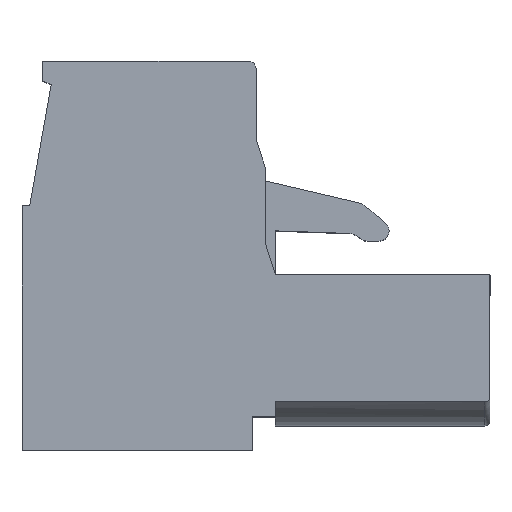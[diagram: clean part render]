
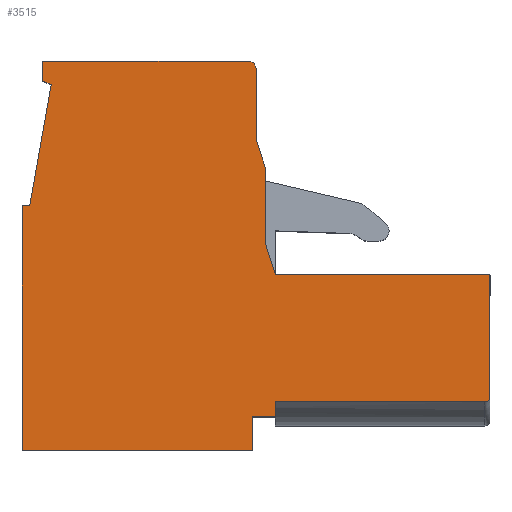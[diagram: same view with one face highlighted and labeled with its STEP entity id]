
A CAD part, top view. The second image highlights one B-rep face of the part: STEP entity #3515.
In plain terms, the highlighted planar face has unit normal (0, 0, 1).
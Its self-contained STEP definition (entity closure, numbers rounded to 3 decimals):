
#40 = DIRECTION ( 'NONE',  ( 0.9, -0.436, 0. ) ) ;
#298 = VERTEX_POINT ( 'NONE', #4271 ) ;
#332 = EDGE_CURVE ( 'NONE', #10266, #1565, #9723, .T. ) ;
#463 = DIRECTION ( 'NONE',  ( -1., 0., 0. ) ) ;
#464 = VECTOR ( 'NONE', #637, 1000. ) ;
#637 = DIRECTION ( 'NONE',  ( -1., 0., 0. ) ) ;
#648 = CARTESIAN_POINT ( 'NONE',  ( -1.55, 1.525, 11.125 ) ) ;
#657 = CARTESIAN_POINT ( 'NONE',  ( -0.42, 15.665, 11.125 ) ) ;
#660 = LINE ( 'NONE', #7829, #5843 ) ;
#679 = VERTEX_POINT ( 'NONE', #7854 ) ;
#736 = CARTESIAN_POINT ( 'NONE',  ( -1.55, 10.975, 11.125 ) ) ;
#749 = VERTEX_POINT ( 'NONE', #6180 ) ;
#783 = AXIS2_PLACEMENT_3D ( 'NONE', #5081, #6645, #6787 ) ;
#790 = VERTEX_POINT ( 'NONE', #736 ) ;
#910 = VERTEX_POINT ( 'NONE', #9817 ) ;
#948 = DIRECTION ( 'NONE',  ( 0., 0., -1. ) ) ;
#1088 = CARTESIAN_POINT ( 'NONE',  ( -0.75, 16.575, 11.125 ) ) ;
#1132 = VECTOR ( 'NONE', #6842, 1000. ) ;
#1170 = VECTOR ( 'NONE', #4456, 1000. ) ;
#1188 = ORIENTED_EDGE ( 'NONE', *, *, #3698, .T. ) ;
#1262 = CARTESIAN_POINT ( 'NONE',  ( 16.55, 3.595, 11.125 ) ) ;
#1404 = LINE ( 'NONE', #8459, #9596 ) ;
#1550 = LINE ( 'NONE', #8595, #6003 ) ;
#1565 = VERTEX_POINT ( 'NONE', #3640 ) ;
#1568 = LINE ( 'NONE', #7103, #3056 ) ;
#1574 = CARTESIAN_POINT ( 'NONE',  ( 16.35, 3.595, 11.125 ) ) ;
#1733 = CARTESIAN_POINT ( 'NONE',  ( 7.2, 16.275, 11.125 ) ) ;
#1793 = EDGE_CURVE ( 'NONE', #679, #8640, #3043, .T. ) ;
#1814 = DIRECTION ( 'NONE',  ( -0.303, 0.953, 0. ) ) ;
#1858 = VECTOR ( 'NONE', #3395, 1000. ) ;
#1919 = EDGE_CURVE ( 'NONE', #8640, #10266, #8843, .T. ) ;
#2011 = CARTESIAN_POINT ( 'NONE',  ( 8.25, 3.395, 11.125 ) ) ;
#2172 = CARTESIAN_POINT ( 'NONE',  ( 7.2, 16.575, 11.125 ) ) ;
#2262 = DIRECTION ( 'NONE',  ( -0.303, 0.953, 0. ) ) ;
#2417 = CARTESIAN_POINT ( 'NONE',  ( 7.35, 2.825, 11.125 ) ) ;
#2509 = CARTESIAN_POINT ( 'NONE',  ( 7.5, 16.275, 11.125 ) ) ;
#2515 = EDGE_CURVE ( 'NONE', #7404, #790, #1404, .T. ) ;
#2609 = CARTESIAN_POINT ( 'NONE',  ( 7.35, 2.825, 11.125 ) ) ;
#2624 = FACE_OUTER_BOUND ( 'NONE', #4643, .T. ) ;
#2814 = ORIENTED_EDGE ( 'NONE', *, *, #1793, .T. ) ;
#2901 = DIRECTION ( 'NONE',  ( 0., -1., 0. ) ) ;
#3043 = LINE ( 'NONE', #6226, #7932 ) ;
#3056 = VECTOR ( 'NONE', #9385, 1000. ) ;
#3057 = CARTESIAN_POINT ( 'NONE',  ( -1.55, 1.525, 11.125 ) ) ;
#3109 = ORIENTED_EDGE ( 'NONE', *, *, #7721, .T. ) ;
#3147 = DIRECTION ( 'NONE',  ( 1., 0., 0. ) ) ;
#3223 = ORIENTED_EDGE ( 'NONE', *, *, #2515, .T. ) ;
#3395 = DIRECTION ( 'NONE',  ( 0., 1., 0. ) ) ;
#3436 = EDGE_CURVE ( 'NONE', #7755, #3646, #5450, .T. ) ;
#3447 = LINE ( 'NONE', #3499, #1858 ) ;
#3463 = PLANE ( 'NONE',  #783 ) ;
#3499 = CARTESIAN_POINT ( 'NONE',  ( 7.5, 13.575, 11.125 ) ) ;
#3515 = ADVANCED_FACE ( 'NONE', ( #2624 ), #3463, .T. ) ;
#3580 = VERTEX_POINT ( 'NONE', #7483 ) ;
#3587 = AXIS2_PLACEMENT_3D ( 'NONE', #1733, #9040, #4086 ) ;
#3640 = CARTESIAN_POINT ( 'NONE',  ( 7.5, 13.575, 11.125 ) ) ;
#3645 = CARTESIAN_POINT ( 'NONE',  ( 7.2, 16.575, 11.125 ) ) ;
#3646 = VERTEX_POINT ( 'NONE', #10010 ) ;
#3671 = LINE ( 'NONE', #8414, #1132 ) ;
#3698 = EDGE_CURVE ( 'NONE', #298, #7404, #10062, .T. ) ;
#3701 = LINE ( 'NONE', #1088, #8429 ) ;
#3895 = VERTEX_POINT ( 'NONE', #3645 ) ;
#4086 = DIRECTION ( 'NONE',  ( 0., 1., 0. ) ) ;
#4094 = DIRECTION ( 'NONE',  ( 1., 0., 0. ) ) ;
#4200 = EDGE_CURVE ( 'NONE', #3895, #749, #9315, .T. ) ;
#4271 = CARTESIAN_POINT ( 'NONE',  ( -0.42, 15.665, 11.125 ) ) ;
#4456 = DIRECTION ( 'NONE',  ( 0., 1., 0. ) ) ;
#4469 = EDGE_CURVE ( 'NONE', #910, #5895, #3671, .T. ) ;
#4600 = DIRECTION ( 'NONE',  ( -0.174, -0.985, 0. ) ) ;
#4643 = EDGE_LOOP ( 'NONE', ( #6908, #9599, #8506, #3109, #5121, #5249, #10091, #7435, #8990, #2814, #5479, #5271, #6967, #5160, #8191, #8808, #10206, #1188, #3223 ) ) ;
#4655 = EDGE_CURVE ( 'NONE', #10081, #298, #4917, .T. ) ;
#4885 = VERTEX_POINT ( 'NONE', #3057 ) ;
#4891 = EDGE_CURVE ( 'NONE', #4885, #6089, #6974, .T. ) ;
#4917 = LINE ( 'NONE', #5858, #7149 ) ;
#4941 = CARTESIAN_POINT ( 'NONE',  ( 7.85, 9.575, 11.125 ) ) ;
#5051 = EDGE_CURVE ( 'NONE', #3580, #679, #8391, .T. ) ;
#5081 = CARTESIAN_POINT ( 'NONE',  ( 19.07, -11.825, 11.125 ) ) ;
#5121 = ORIENTED_EDGE ( 'NONE', *, *, #4469, .T. ) ;
#5125 = CARTESIAN_POINT ( 'NONE',  ( -0.75, 15.825, 11.125 ) ) ;
#5160 = ORIENTED_EDGE ( 'NONE', *, *, #9942, .F. ) ;
#5249 = ORIENTED_EDGE ( 'NONE', *, *, #6282, .T. ) ;
#5271 = ORIENTED_EDGE ( 'NONE', *, *, #332, .T. ) ;
#5406 = VERTEX_POINT ( 'NONE', #2609 ) ;
#5450 = CIRCLE ( 'NONE', #7303, 0.2 ) ;
#5475 = DIRECTION ( 'NONE',  ( 1., 0., 0. ) ) ;
#5479 = ORIENTED_EDGE ( 'NONE', *, *, #1919, .T. ) ;
#5480 = CARTESIAN_POINT ( 'NONE',  ( 7.85, 9.575, 11.125 ) ) ;
#5722 = DIRECTION ( 'NONE',  ( 0., 1., 0. ) ) ;
#5778 = VECTOR ( 'NONE', #5722, 1000. ) ;
#5784 = CARTESIAN_POINT ( 'NONE',  ( 7.85, 12.475, 11.125 ) ) ;
#5817 = VECTOR ( 'NONE', #9416, 1000. ) ;
#5843 = VECTOR ( 'NONE', #5475, 1000. ) ;
#5858 = CARTESIAN_POINT ( 'NONE',  ( -0.75, 15.825, 11.125 ) ) ;
#5895 = VERTEX_POINT ( 'NONE', #2011 ) ;
#6003 = VECTOR ( 'NONE', #8502, 1000. ) ;
#6037 = VECTOR ( 'NONE', #3147, 1000. ) ;
#6089 = VERTEX_POINT ( 'NONE', #8057 ) ;
#6180 = CARTESIAN_POINT ( 'NONE',  ( -0.75, 16.575, 11.125 ) ) ;
#6226 = CARTESIAN_POINT ( 'NONE',  ( 8.25, 8.315, 11.125 ) ) ;
#6250 = EDGE_CURVE ( 'NONE', #7755, #3580, #6840, .T. ) ;
#6279 = CARTESIAN_POINT ( 'NONE',  ( 16.55, 3.595, 11.125 ) ) ;
#6282 = EDGE_CURVE ( 'NONE', #5895, #3646, #660, .T. ) ;
#6467 = VECTOR ( 'NONE', #9933, 1000. ) ;
#6645 = DIRECTION ( 'NONE',  ( 0., 0., 1. ) ) ;
#6673 = EDGE_CURVE ( 'NONE', #6089, #5406, #1550, .T. ) ;
#6766 = CARTESIAN_POINT ( 'NONE',  ( 16.55, 8.315, 11.125 ) ) ;
#6787 = DIRECTION ( 'NONE',  ( -1., 0., 0. ) ) ;
#6840 = LINE ( 'NONE', #1262, #1170 ) ;
#6842 = DIRECTION ( 'NONE',  ( 0., 1., 0. ) ) ;
#6908 = ORIENTED_EDGE ( 'NONE', *, *, #9834, .T. ) ;
#6909 = EDGE_CURVE ( 'NONE', #1565, #7183, #3447, .T. ) ;
#6967 = ORIENTED_EDGE ( 'NONE', *, *, #6909, .T. ) ;
#6974 = LINE ( 'NONE', #648, #5817 ) ;
#7073 = CIRCLE ( 'NONE', #3587, 0.3 ) ;
#7103 = CARTESIAN_POINT ( 'NONE',  ( -1.55, 10.975, 11.125 ) ) ;
#7149 = VECTOR ( 'NONE', #40, 1000. ) ;
#7183 = VERTEX_POINT ( 'NONE', #2509 ) ;
#7303 = AXIS2_PLACEMENT_3D ( 'NONE', #1574, #948, #4094 ) ;
#7404 = VERTEX_POINT ( 'NONE', #9620 ) ;
#7435 = ORIENTED_EDGE ( 'NONE', *, *, #6250, .T. ) ;
#7483 = CARTESIAN_POINT ( 'NONE',  ( 16.55, 8.315, 11.125 ) ) ;
#7634 = VECTOR ( 'NONE', #4600, 1000. ) ;
#7721 = EDGE_CURVE ( 'NONE', #5406, #910, #8683, .T. ) ;
#7755 = VERTEX_POINT ( 'NONE', #6279 ) ;
#7829 = CARTESIAN_POINT ( 'NONE',  ( 8.25, 3.395, 11.125 ) ) ;
#7854 = CARTESIAN_POINT ( 'NONE',  ( 8.25, 8.315, 11.125 ) ) ;
#7932 = VECTOR ( 'NONE', #2262, 1000. ) ;
#8057 = CARTESIAN_POINT ( 'NONE',  ( 7.35, 1.525, 11.125 ) ) ;
#8191 = ORIENTED_EDGE ( 'NONE', *, *, #4200, .T. ) ;
#8224 = VECTOR ( 'NONE', #1814, 1000. ) ;
#8391 = LINE ( 'NONE', #6766, #6467 ) ;
#8414 = CARTESIAN_POINT ( 'NONE',  ( 8.25, 2.825, 11.125 ) ) ;
#8429 = VECTOR ( 'NONE', #2901, 1000. ) ;
#8459 = CARTESIAN_POINT ( 'NONE',  ( -1.25, 10.975, 11.125 ) ) ;
#8502 = DIRECTION ( 'NONE',  ( 0., 1., 0. ) ) ;
#8506 = ORIENTED_EDGE ( 'NONE', *, *, #6673, .T. ) ;
#8595 = CARTESIAN_POINT ( 'NONE',  ( 7.35, 1.525, 11.125 ) ) ;
#8640 = VERTEX_POINT ( 'NONE', #5480 ) ;
#8683 = LINE ( 'NONE', #2417, #6037 ) ;
#8808 = ORIENTED_EDGE ( 'NONE', *, *, #9245, .T. ) ;
#8843 = LINE ( 'NONE', #4941, #5778 ) ;
#8990 = ORIENTED_EDGE ( 'NONE', *, *, #5051, .T. ) ;
#9040 = DIRECTION ( 'NONE',  ( 0., 0., -1. ) ) ;
#9245 = EDGE_CURVE ( 'NONE', #749, #10081, #3701, .T. ) ;
#9315 = LINE ( 'NONE', #2172, #464 ) ;
#9385 = DIRECTION ( 'NONE',  ( 0., -1., 0. ) ) ;
#9416 = DIRECTION ( 'NONE',  ( 1., 0., 0. ) ) ;
#9577 = CARTESIAN_POINT ( 'NONE',  ( 7.85, 12.475, 11.125 ) ) ;
#9596 = VECTOR ( 'NONE', #463, 1000. ) ;
#9599 = ORIENTED_EDGE ( 'NONE', *, *, #4891, .T. ) ;
#9620 = CARTESIAN_POINT ( 'NONE',  ( -1.25, 10.975, 11.125 ) ) ;
#9723 = LINE ( 'NONE', #5784, #8224 ) ;
#9817 = CARTESIAN_POINT ( 'NONE',  ( 8.25, 2.825, 11.125 ) ) ;
#9834 = EDGE_CURVE ( 'NONE', #790, #4885, #1568, .T. ) ;
#9933 = DIRECTION ( 'NONE',  ( -1., 0., 0. ) ) ;
#9942 = EDGE_CURVE ( 'NONE', #3895, #7183, #7073, .T. ) ;
#10010 = CARTESIAN_POINT ( 'NONE',  ( 16.35, 3.395, 11.125 ) ) ;
#10062 = LINE ( 'NONE', #657, #7634 ) ;
#10081 = VERTEX_POINT ( 'NONE', #5125 ) ;
#10091 = ORIENTED_EDGE ( 'NONE', *, *, #3436, .F. ) ;
#10206 = ORIENTED_EDGE ( 'NONE', *, *, #4655, .T. ) ;
#10266 = VERTEX_POINT ( 'NONE', #9577 ) ;
